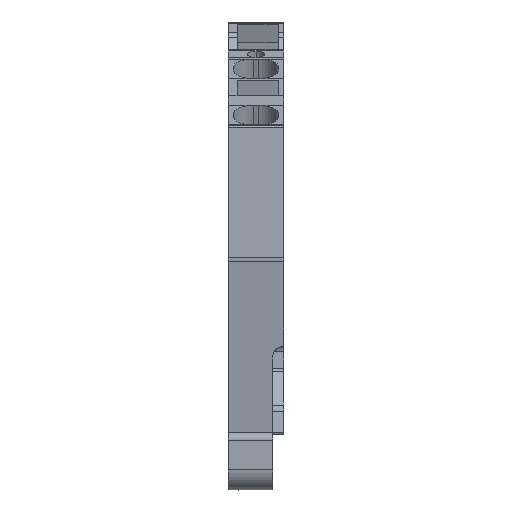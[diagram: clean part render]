
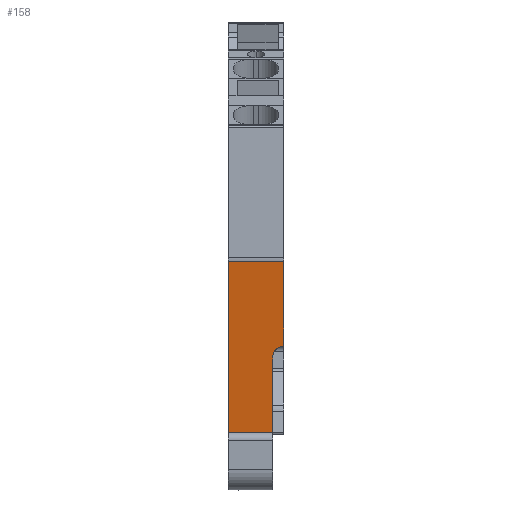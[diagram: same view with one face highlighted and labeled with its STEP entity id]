
A CAD part, front view. The second image highlights one B-rep face of the part: STEP entity #158.
In plain terms, the highlighted planar face has unit normal (0, -0.986, -0.168).
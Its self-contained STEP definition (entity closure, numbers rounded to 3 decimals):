
#107=AXIS2_PLACEMENT_3D('Plane Axis2P3D',#104,#105,#106) ;
#41=CARTESIAN_POINT('Vertex',(5.1,1.362,13.292)) ;
#47=CARTESIAN_POINT('Control Point',(5.1,1.362,13.292)) ;
#48=CARTESIAN_POINT('Control Point',(4.704,1.362,13.292)) ;
#49=CARTESIAN_POINT('Control Point',(4.305,1.398,13.078)) ;
#50=CARTESIAN_POINT('Control Point',(4.1,1.466,12.682)) ;
#51=CARTESIAN_POINT('Control Point',(4.1,1.532,12.292)) ;
#52=CARTESIAN_POINT('Vertex',(4.1,1.532,12.292)) ;
#104=CARTESIAN_POINT('Axis2P3D Location',(0.,0.027,21.128)) ;
#109=CARTESIAN_POINT('Line Origine',(0.,1.542,12.236)) ;
#113=CARTESIAN_POINT('Vertex',(0.,3.057,3.344)) ;
#115=CARTESIAN_POINT('Vertex',(0.,0.027,21.128)) ;
#118=CARTESIAN_POINT('Line Origine',(0.5,3.057,3.344)) ;
#122=CARTESIAN_POINT('Vertex',(1.,3.057,3.344)) ;
#125=CARTESIAN_POINT('Line Origine',(2.55,3.057,3.344)) ;
#129=CARTESIAN_POINT('Vertex',(4.1,3.057,3.344)) ;
#132=CARTESIAN_POINT('Line Origine',(4.1,2.295,7.818)) ;
#137=CARTESIAN_POINT('Line Origine',(5.1,0.694,17.21)) ;
#141=CARTESIAN_POINT('Vertex',(5.1,0.027,21.128)) ;
#144=CARTESIAN_POINT('Line Origine',(2.55,0.027,21.128)) ;
#105=DIRECTION('Axis2P3D Direction',(0.,0.986,0.168)) ;
#106=DIRECTION('Axis2P3D XDirection',(0.,0.168,-0.986)) ;
#110=DIRECTION('Vector Direction',(0.,0.168,-0.986)) ;
#119=DIRECTION('Vector Direction',(-1.,0.,0.)) ;
#126=DIRECTION('Vector Direction',(-1.,0.,0.)) ;
#133=DIRECTION('Vector Direction',(0.,0.168,-0.986)) ;
#138=DIRECTION('Vector Direction',(0.,0.168,-0.986)) ;
#145=DIRECTION('Vector Direction',(-1.,0.,0.)) ;
#111=VECTOR('Line Direction',#110,1.) ;
#120=VECTOR('Line Direction',#119,1.) ;
#127=VECTOR('Line Direction',#126,1.) ;
#134=VECTOR('Line Direction',#133,1.) ;
#139=VECTOR('Line Direction',#138,1.) ;
#146=VECTOR('Line Direction',#145,1.) ;
#150=ORIENTED_EDGE('',*,*,#117,.F.) ;
#151=ORIENTED_EDGE('',*,*,#124,.F.) ;
#152=ORIENTED_EDGE('',*,*,#131,.T.) ;
#153=ORIENTED_EDGE('',*,*,#136,.T.) ;
#154=ORIENTED_EDGE('',*,*,#54,.F.) ;
#155=ORIENTED_EDGE('',*,*,#143,.T.) ;
#156=ORIENTED_EDGE('',*,*,#148,.T.) ;
#158=ADVANCED_FACE('KLTR',(#157),#108,.F.) ;
#46=B_SPLINE_CURVE_WITH_KNOTS('',4,(#47,#48,#49,#50,#51),.UNSPECIFIED.,.F.,.U.,(5,5),(0.,2.237),.UNSPECIFIED.) ;
#54=EDGE_CURVE('',#42,#53,#46,.T.) ;
#117=EDGE_CURVE('',#114,#116,#112,.F.) ;
#124=EDGE_CURVE('',#123,#114,#121,.T.) ;
#131=EDGE_CURVE('',#123,#130,#128,.F.) ;
#136=EDGE_CURVE('',#130,#53,#135,.F.) ;
#143=EDGE_CURVE('',#42,#142,#140,.F.) ;
#148=EDGE_CURVE('',#142,#116,#147,.T.) ;
#149=EDGE_LOOP('',(#150,#151,#152,#153,#154,#155,#156)) ;
#157=FACE_OUTER_BOUND('',#149,.T.) ;
#112=LINE('Line',#109,#111) ;
#121=LINE('Line',#118,#120) ;
#128=LINE('Line',#125,#127) ;
#135=LINE('Line',#132,#134) ;
#140=LINE('Line',#137,#139) ;
#147=LINE('Line',#144,#146) ;
#108=PLANE('',#107) ;
#42=VERTEX_POINT('',#41) ;
#53=VERTEX_POINT('',#52) ;
#114=VERTEX_POINT('',#113) ;
#116=VERTEX_POINT('',#115) ;
#123=VERTEX_POINT('',#122) ;
#130=VERTEX_POINT('',#129) ;
#142=VERTEX_POINT('',#141) ;
